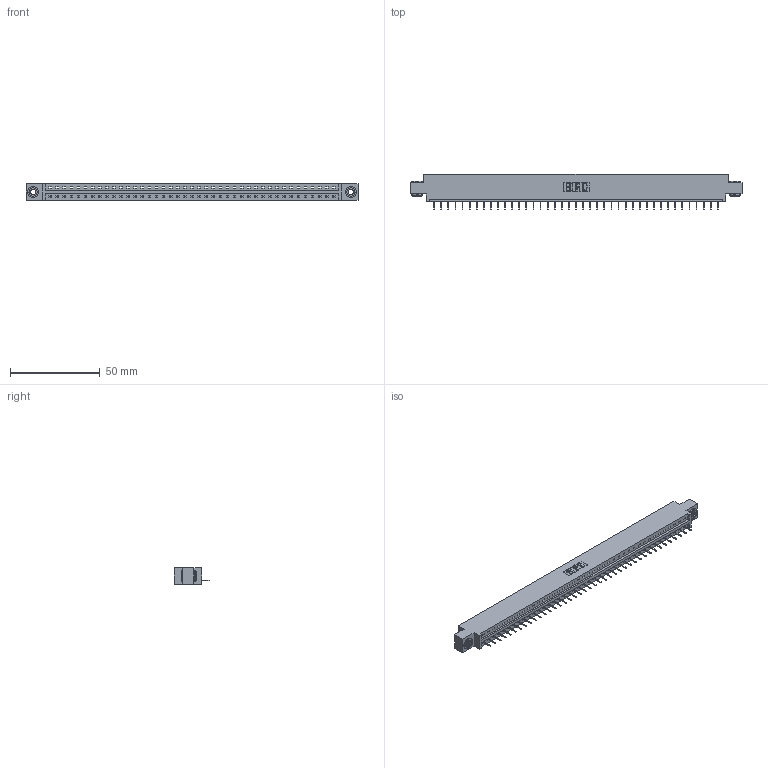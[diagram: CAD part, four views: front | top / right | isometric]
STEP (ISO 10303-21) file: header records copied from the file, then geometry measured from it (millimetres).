
FILE_DESCRIPTION (( 'STEP AP203' ), '1' );
FILE_NAME ('337-041-524-603.STEP', '2019-10-01T20:46:22', ( '' ), ( '' ), 'SwSTEP 2.0', 'SolidWorks 2016', '' );
FILE_SCHEMA (( 'CONFIG_CONTROL_DESIGN' ));
Length unit declared in the file: inch
Products named in the file (4): 345-292-001_345-293-124; 337 Part_0.170 Offset - 0.156 Dia-TH; 337-041-524-603; 345-250-002_345-250-002-102
Assembly tree (44 placements, depth 2):
  337-041-524-603
    337 Part_0.170 Offset - 0.156 Dia-TH
    345-292-001_345-293-124  x41
    345-250-002_345-250-002-102  x2
Bounding box: 185.47 x 19.69 x 9.4 mm (x, y, z)
Volume: 19004 mm3; surface area: 19391.8 mm2
Topology: 44 solids, 44 shells, 2862 faces, 8271 edges, 5346 vertices
Faces by surface type: plane 2216, cylinder 638, cone 8
Entity records: 31462 total; most frequent: CARTESIAN_POINT 5456, ORIENTED_EDGE 5426, DIRECTION 4629, EDGE_CURVE 2713, LINE 2565, VECTOR 2565, VERTEX_POINT 1802, AXIS2_PLACEMENT_3D 1032
